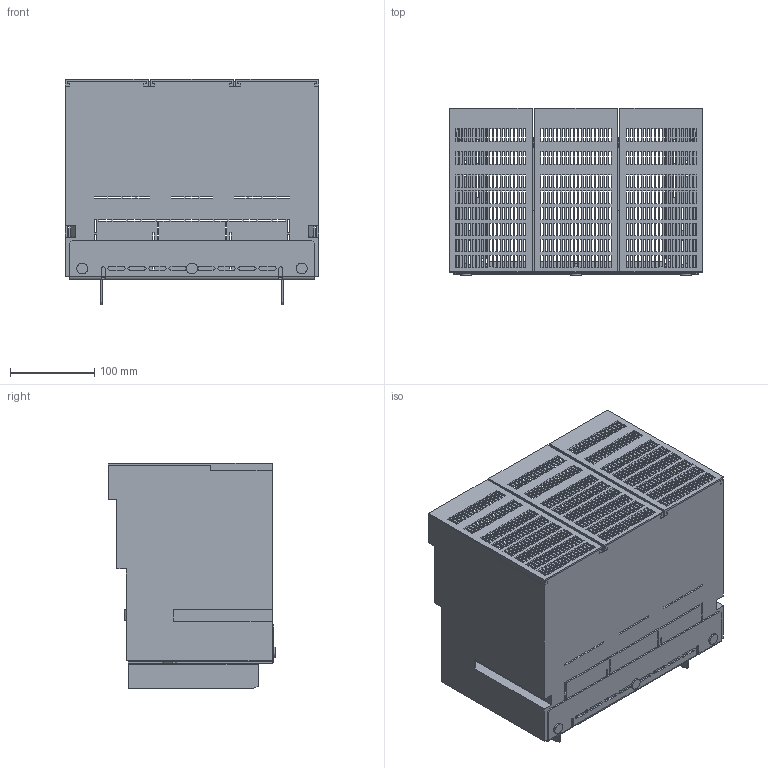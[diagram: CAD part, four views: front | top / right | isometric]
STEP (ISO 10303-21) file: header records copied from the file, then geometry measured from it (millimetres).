
FILE_DESCRIPTION(('CATIA V5 STEP Exchange','CAx-IF Rec.Pracs.--- Model Styling and Organization---1.2---2011-12-15'),'2;1');
FILE_NAME('32701.stp','2017-03-28T13:19:19+00:00',('none'),('none'),'Version 5-6 Release 2012','CATIA V5 STEP AP214','none');
FILE_SCHEMA(('AUTOMOTIVE_DESIGN { 1 0 10303 214 1 1 1 1 }'));
Length unit declared in the file: millimetre
Products named in the file (6): protection cover IP20 (front) for adapter; 32701; connection cover; contact protection; shutter; pin
Assembly tree (9 placements, depth 3):
  protection cover IP20 (front) for adapter
    32701
      connection cover
      contact protection  x3
      shutter
      pin  x3
Bounding box: 300 x 198 x 266.69 mm (x, y, z)
Volume: 712406.8 mm3; surface area: 646995.3 mm2
Topology: 8 solids, 8 shells, 2313 faces, 6836 edges, 4530 vertices
Faces by surface type: plane 2195, cylinder 118
Entity records: 36017 total; most frequent: ORIENTED_EDGE 6928, CARTESIAN_POINT 6482, DIRECTION 4442, EDGE_CURVE 3464, VECTOR 3243, LINE 3243, VERTEX_POINT 2282, EDGE_LOOP 1606
